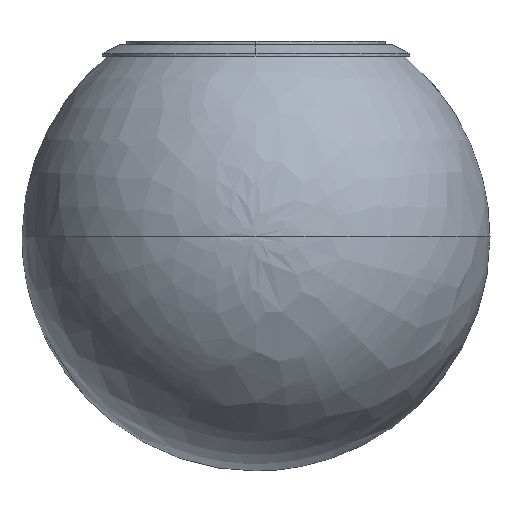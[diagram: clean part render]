
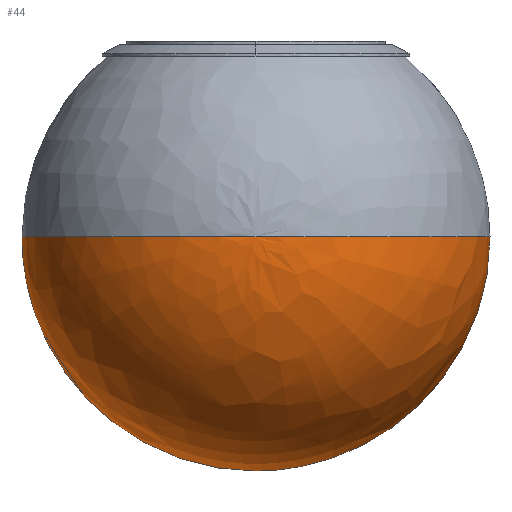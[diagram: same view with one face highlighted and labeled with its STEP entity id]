
A CAD part, front view. The second image highlights one B-rep face of the part: STEP entity #44.
In plain terms, the highlighted free-form (B-spline) face has degree [2, 2] with [5, 3] control points.
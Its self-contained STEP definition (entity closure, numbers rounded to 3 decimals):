
#44=ADVANCED_FACE($,(#104),#728,.T.);
#104=FACE_OUTER_BOUND($,#166,.T.);
#166=EDGE_LOOP($,(#302,#303,#304,#305));
#302=ORIENTED_EDGE($,*,*,#529,.T.);
#303=ORIENTED_EDGE($,*,*,#525,.F.);
#304=ORIENTED_EDGE($,*,*,#524,.F.);
#305=ORIENTED_EDGE($,*,*,#530,.T.);
#524=EDGE_CURVE($,#644,#645,#826,.T.);
#525=EDGE_CURVE($,#645,#646,#827,.T.);
#529=EDGE_CURVE($,#647,#646,#831,.T.);
#530=EDGE_CURVE($,#644,#647,#832,.T.);
#644=VERTEX_POINT($,#1882);
#645=VERTEX_POINT($,#1883);
#646=VERTEX_POINT($,#1884);
#647=VERTEX_POINT($,#1885);
#728=(
BOUNDED_SURFACE()
B_SPLINE_SURFACE(2,2,((#1823,#1824,#1825),(#1826,#1827,#1828),(#1829,#1830,
#1831),(#1832,#1833,#1834),(#1835,#1836,#1837)),.UNSPECIFIED.,.F.,.F.,.F.)
B_SPLINE_SURFACE_WITH_KNOTS((3,2,3),(3,3),(0.,91.864,183.728),
(0.,188.909),.UNSPECIFIED.)
GEOMETRIC_REPRESENTATION_ITEM()
RATIONAL_B_SPLINE_SURFACE(((1.,0.707,1.),(0.707,
0.5,0.707),(1.,0.707,1.),(0.707,0.5,
0.707),(1.,0.707,1.)))
REPRESENTATION_ITEM($)
SURFACE()
);
#826=(
BOUNDED_CURVE()
B_SPLINE_CURVE(2,(#1614,#1615,#1616),.UNSPECIFIED.,.F.,.F.)
B_SPLINE_CURVE_WITH_KNOTS((3,3),(110.895,308.133),.UNSPECIFIED.)
CURVE()
GEOMETRIC_REPRESENTATION_ITEM()
RATIONAL_B_SPLINE_CURVE((1.,0.707,1.))
REPRESENTATION_ITEM($)
);
#827=(
BOUNDED_CURVE()
B_SPLINE_CURVE(2,(#1617,#1618,#1619),.UNSPECIFIED.,.F.,.F.)
B_SPLINE_CURVE_WITH_KNOTS((3,3),(0.,197.238),.UNSPECIFIED.)
CURVE()
GEOMETRIC_REPRESENTATION_ITEM()
RATIONAL_B_SPLINE_CURVE((1.,0.707,1.))
REPRESENTATION_ITEM($)
);
#831=(
BOUNDED_CURVE()
B_SPLINE_CURVE(2,(#1629,#1630,#1631),.UNSPECIFIED.,.F.,.F.)
B_SPLINE_CURVE_WITH_KNOTS((3,3),(0.,188.909),.UNSPECIFIED.)
CURVE()
GEOMETRIC_REPRESENTATION_ITEM()
RATIONAL_B_SPLINE_CURVE((1.,0.707,1.))
REPRESENTATION_ITEM($)
);
#832=(
BOUNDED_CURVE()
B_SPLINE_CURVE(2,(#1632,#1633,#1634),.UNSPECIFIED.,.F.,.F.)
B_SPLINE_CURVE_WITH_KNOTS((3,3),(-188.909,0.),.UNSPECIFIED.)
CURVE()
GEOMETRIC_REPRESENTATION_ITEM()
RATIONAL_B_SPLINE_CURVE((1.,0.707,1.))
REPRESENTATION_ITEM($)
);
#1614=CARTESIAN_POINT($,(125.,0.,-104.672));
#1615=CARTESIAN_POINT($,(125.,0.,-229.672));
#1616=CARTESIAN_POINT($,(0.,0.,-229.672));
#1617=CARTESIAN_POINT($,(0.,0.,-229.672));
#1618=CARTESIAN_POINT($,(-125.,0.,-229.672));
#1619=CARTESIAN_POINT($,(-125.,0.,-104.672));
#1629=CARTESIAN_POINT($,(0.,-125.,-104.672));
#1630=CARTESIAN_POINT($,(-125.,-125.,-104.672));
#1631=CARTESIAN_POINT($,(-125.,0.,-104.672));
#1632=CARTESIAN_POINT($,(125.,0.,-104.672));
#1633=CARTESIAN_POINT($,(125.,-125.,-104.672));
#1634=CARTESIAN_POINT($,(0.,-125.,-104.672));
#1823=CARTESIAN_POINT($,(0.,-125.,-104.672));
#1824=CARTESIAN_POINT($,(125.,-125.,-104.672));
#1825=CARTESIAN_POINT($,(125.,0.,-104.672));
#1826=CARTESIAN_POINT($,(0.,-125.,-104.672));
#1827=CARTESIAN_POINT($,(125.,-125.,-229.672));
#1828=CARTESIAN_POINT($,(125.,0.,-229.672));
#1829=CARTESIAN_POINT($,(0.,-125.,-104.672));
#1830=CARTESIAN_POINT($,(0.,-125.,-229.672));
#1831=CARTESIAN_POINT($,(0.,0.,-229.672));
#1832=CARTESIAN_POINT($,(0.,-125.,-104.672));
#1833=CARTESIAN_POINT($,(-125.,-125.,-229.672));
#1834=CARTESIAN_POINT($,(-125.,0.,-229.672));
#1835=CARTESIAN_POINT($,(0.,-125.,-104.672));
#1836=CARTESIAN_POINT($,(-125.,-125.,-104.672));
#1837=CARTESIAN_POINT($,(-125.,0.,-104.672));
#1882=CARTESIAN_POINT($,(125.,0.,-104.672));
#1883=CARTESIAN_POINT($,(0.,0.,-229.672));
#1884=CARTESIAN_POINT($,(-125.,0.,-104.672));
#1885=CARTESIAN_POINT($,(0.,-125.,-104.672));
